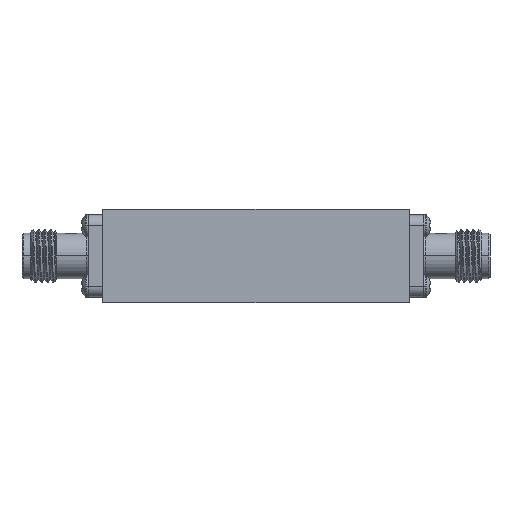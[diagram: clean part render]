
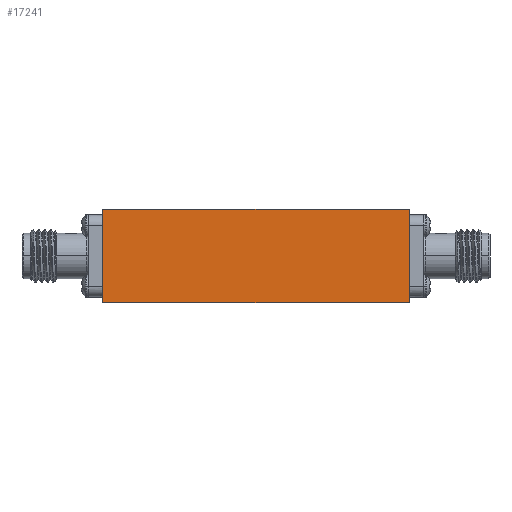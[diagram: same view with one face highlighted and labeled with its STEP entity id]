
A CAD part, left-side view. The second image highlights one B-rep face of the part: STEP entity #17241.
In plain terms, the highlighted planar face has unit normal (-1, 0, 0).
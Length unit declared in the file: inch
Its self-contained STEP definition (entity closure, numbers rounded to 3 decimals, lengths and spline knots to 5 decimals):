
#214 = DIRECTION ( 'NONE',  ( 0., 0., -1. ) ) ;
#2203 = VECTOR ( 'NONE', #11748, 39.37008 ) ;
#4061 = CARTESIAN_POINT ( 'NONE',  ( -0.96457, -0.70866, 0.21654 ) ) ;
#4116 = CARTESIAN_POINT ( 'NONE',  ( -0.96457, -0.70866, 0.21654 ) ) ;
#4954 = CARTESIAN_POINT ( 'NONE',  ( -0.96457, 0.70866, 0.21654 ) ) ;
#5027 = DIRECTION ( 'NONE',  ( 0., -1., 0. ) ) ;
#6634 = CARTESIAN_POINT ( 'NONE',  ( -0.96457, -0.70866, -0.21654 ) ) ;
#6861 = EDGE_CURVE ( 'NONE', #24983, #16581, #19193, .T. ) ;
#9021 = LINE ( 'NONE', #4061, #2203 ) ;
#9919 = DIRECTION ( 'NONE',  ( 0., 0., -1. ) ) ;
#10894 = AXIS2_PLACEMENT_3D ( 'NONE', #24592, #25058, #214 ) ;
#10954 = CARTESIAN_POINT ( 'NONE',  ( -0.96457, 0.70866, 0.21654 ) ) ;
#11364 = EDGE_CURVE ( 'NONE', #24983, #30331, #18960, .T. ) ;
#11748 = DIRECTION ( 'NONE',  ( 0., 0., -1. ) ) ;
#12213 = ORIENTED_EDGE ( 'NONE', *, *, #11364, .T. ) ;
#16581 = VERTEX_POINT ( 'NONE', #16787 ) ;
#16787 = CARTESIAN_POINT ( 'NONE',  ( -0.96457, -0.70866, 0.21654 ) ) ;
#16798 = DIRECTION ( 'NONE',  ( 0., -1., 0. ) ) ;
#17087 = EDGE_CURVE ( 'NONE', #16581, #28073, #9021, .T. ) ;
#17241 = ADVANCED_FACE ( 'NONE', ( #22174 ), #27313, .F. ) ;
#18363 = EDGE_LOOP ( 'NONE', ( #19178, #30228, #26592, #12213 ) ) ;
#18905 = CARTESIAN_POINT ( 'NONE',  ( -0.96457, 0.70866, -0.21654 ) ) ;
#18960 = LINE ( 'NONE', #4954, #28697 ) ;
#19178 = ORIENTED_EDGE ( 'NONE', *, *, #29346, .T. ) ;
#19193 = LINE ( 'NONE', #4116, #28263 ) ;
#19925 = VECTOR ( 'NONE', #5027, 39.37008 ) ;
#22174 = FACE_OUTER_BOUND ( 'NONE', #18363, .T. ) ;
#24592 = CARTESIAN_POINT ( 'NONE',  ( -0.96457, -0.70866, 0.21654 ) ) ;
#24983 = VERTEX_POINT ( 'NONE', #10954 ) ;
#25058 = DIRECTION ( 'NONE',  ( 1., 0., 0. ) ) ;
#26592 = ORIENTED_EDGE ( 'NONE', *, *, #6861, .F. ) ;
#27313 = PLANE ( 'NONE',  #10894 ) ;
#28073 = VERTEX_POINT ( 'NONE', #6634 ) ;
#28263 = VECTOR ( 'NONE', #16798, 39.37008 ) ;
#28697 = VECTOR ( 'NONE', #9919, 39.37008 ) ;
#29105 = CARTESIAN_POINT ( 'NONE',  ( -0.96457, -0.70866, -0.21654 ) ) ;
#29346 = EDGE_CURVE ( 'NONE', #30331, #28073, #31661, .T. ) ;
#30228 = ORIENTED_EDGE ( 'NONE', *, *, #17087, .F. ) ;
#30331 = VERTEX_POINT ( 'NONE', #18905 ) ;
#31661 = LINE ( 'NONE', #29105, #19925 ) ;
